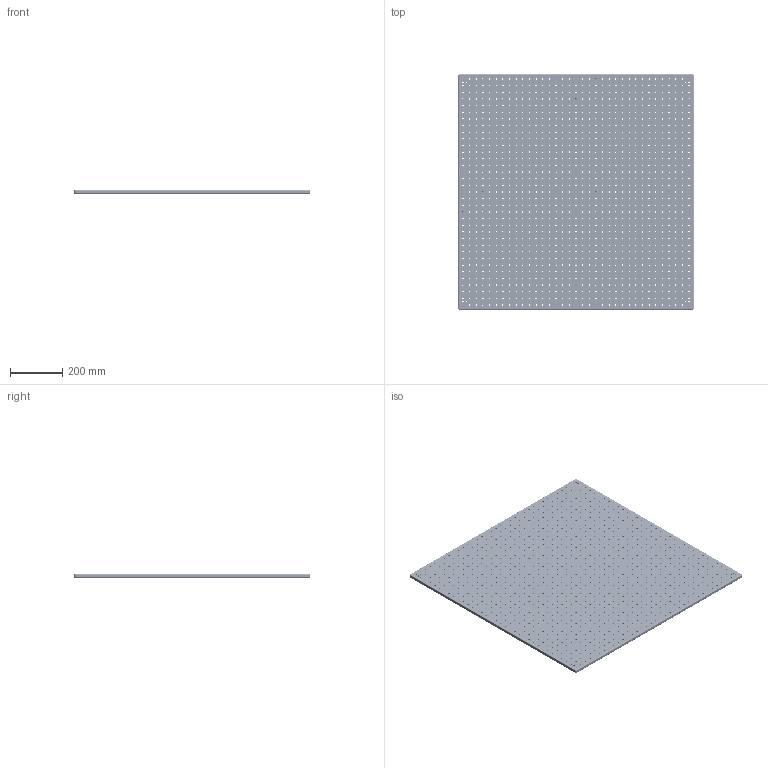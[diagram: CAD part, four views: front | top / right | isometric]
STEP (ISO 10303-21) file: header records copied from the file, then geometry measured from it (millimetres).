
FILE_DESCRIPTION (( 'STEP AP203' ), '1' );
FILE_NAME ('BR0909-1.STEP', '2016-05-19T09:40:19', ( '' ), ( '' ), 'SwSTEP 2.0', 'SolidWorks 2016', '' );
FILE_SCHEMA (( 'CONFIG_CONTROL_DESIGN' ));
Length unit declared in the file: millimetre
Products named in the file (1): BR0909-1
Bounding box: 900 x 900 x 13 mm (x, y, z)
Volume: 10195412.5 mm3; surface area: 1867104.6 mm2
Topology: 1 solids, 1 shells, 2504 faces, 7478 edges, 4980 vertices
Faces by surface type: cylinder 2486, plane 10, torus 8
Entity records: 92343 total; most frequent: DIRECTION 17468, CARTESIAN_POINT 14963, ORIENTED_EDGE 14956, AXIS2_PLACEMENT_3D 7485, EDGE_CURVE 7478, VERTEX_POINT 4980, CIRCLE 4980, EDGE_LOOP 4974
